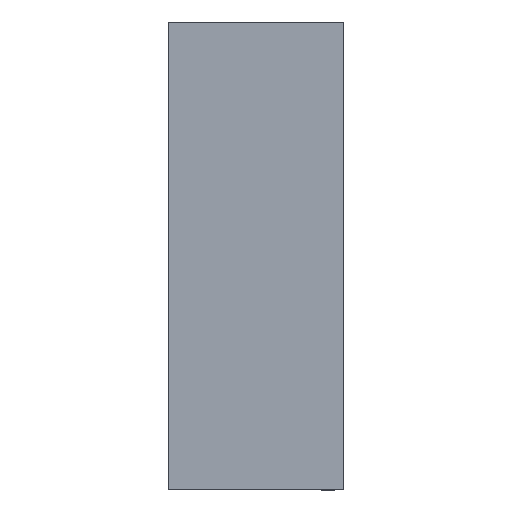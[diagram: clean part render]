
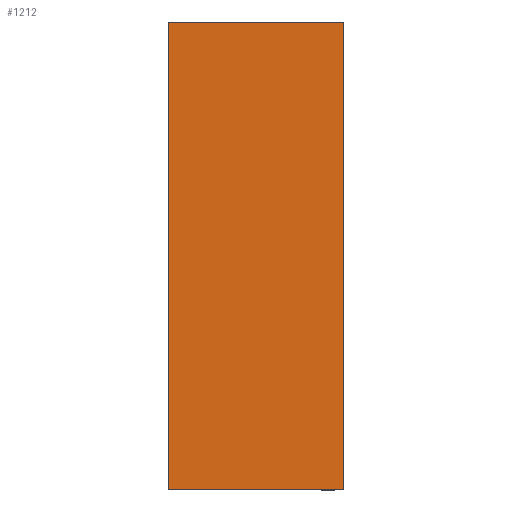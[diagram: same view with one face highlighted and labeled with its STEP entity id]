
A CAD part, left-side view. The second image highlights one B-rep face of the part: STEP entity #1212.
In plain terms, the highlighted planar face has unit normal (-1, 0, 0).
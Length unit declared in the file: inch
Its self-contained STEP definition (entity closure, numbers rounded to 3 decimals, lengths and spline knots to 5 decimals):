
#294 = AXIS2_PLACEMENT_3D ( 'NONE', #541, #542, #543 ) ;
#430 = CARTESIAN_POINT ( 'NONE',  ( -1.55, 0., 0. ) ) ;
#435 = CARTESIAN_POINT ( 'NONE',  ( -1.55, -0.6, 0. ) ) ;
#436 = CARTESIAN_POINT ( 'NONE',  ( -1.55, -0.6, 1.6 ) ) ;
#520 = PLANE ( 'NONE',  #294 ) ;
#541 = CARTESIAN_POINT ( 'NONE',  ( -1.55, -0.6, 1.6 ) ) ;
#542 = DIRECTION ( 'NONE',  ( -1., 0., 0. ) ) ;
#543 = DIRECTION ( 'NONE',  ( 0., -1., 0. ) ) ;
#643 = LINE ( 'NONE', #831, #646 ) ;
#645 = LINE ( 'NONE', #829, #652 ) ;
#646 = VECTOR ( 'NONE', #833, 39.37008 ) ;
#649 = LINE ( 'NONE', #832, #656 ) ;
#651 = LINE ( 'NONE', #839, #654 ) ;
#652 = VECTOR ( 'NONE', #838, 39.37008 ) ;
#654 = VECTOR ( 'NONE', #841, 39.37008 ) ;
#656 = VECTOR ( 'NONE', #842, 39.37008 ) ;
#829 = CARTESIAN_POINT ( 'NONE',  ( -1.55, -0.6, 0. ) ) ;
#831 = CARTESIAN_POINT ( 'NONE',  ( -1.55, 0., 1.6 ) ) ;
#832 = CARTESIAN_POINT ( 'NONE',  ( -1.55, -0.6, 1.6 ) ) ;
#833 = DIRECTION ( 'NONE',  ( 0., 0., -1. ) ) ;
#838 = DIRECTION ( 'NONE',  ( 0., 1., 0. ) ) ;
#839 = CARTESIAN_POINT ( 'NONE',  ( -1.55, -0.6, 1.6 ) ) ;
#841 = DIRECTION ( 'NONE',  ( 0., 0., -1. ) ) ;
#842 = DIRECTION ( 'NONE',  ( 0., 1., 0. ) ) ;
#1212 = ADVANCED_FACE ( 'NONE', ( #1643 ), #520, .T. ) ;
#1397 = EDGE_CURVE ( 'NONE', #1465, #1470, #643, .T. ) ;
#1400 = EDGE_CURVE ( 'NONE', #1473, #1470, #645, .T. ) ;
#1401 = EDGE_CURVE ( 'NONE', #1474, #1473, #651, .T. ) ;
#1402 = EDGE_CURVE ( 'NONE', #1474, #1465, #649, .T. ) ;
#1465 = VERTEX_POINT ( 'NONE', #1873 ) ;
#1470 = VERTEX_POINT ( 'NONE', #430 ) ;
#1473 = VERTEX_POINT ( 'NONE', #435 ) ;
#1474 = VERTEX_POINT ( 'NONE', #436 ) ;
#1495 = ORIENTED_EDGE ( 'NONE', *, *, #1400, .F. ) ;
#1496 = ORIENTED_EDGE ( 'NONE', *, *, #1401, .F. ) ;
#1497 = ORIENTED_EDGE ( 'NONE', *, *, #1402, .T. ) ;
#1498 = ORIENTED_EDGE ( 'NONE', *, *, #1397, .T. ) ;
#1502 = EDGE_LOOP ( 'NONE', ( #1495, #1496, #1497, #1498 ) ) ;
#1643 = FACE_OUTER_BOUND ( 'NONE', #1502, .T. ) ;
#1873 = CARTESIAN_POINT ( 'NONE',  ( -1.55, 0., 1.6 ) ) ;
